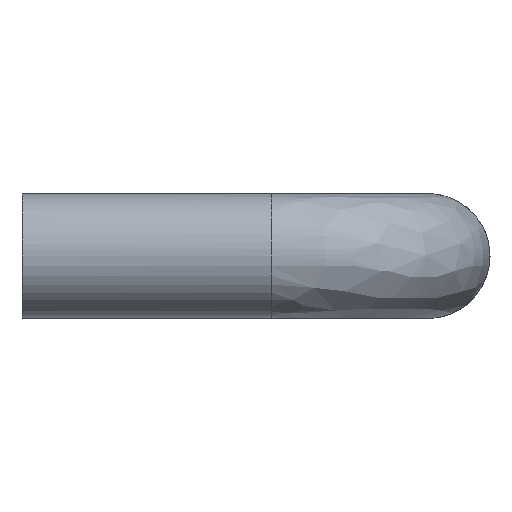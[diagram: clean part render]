
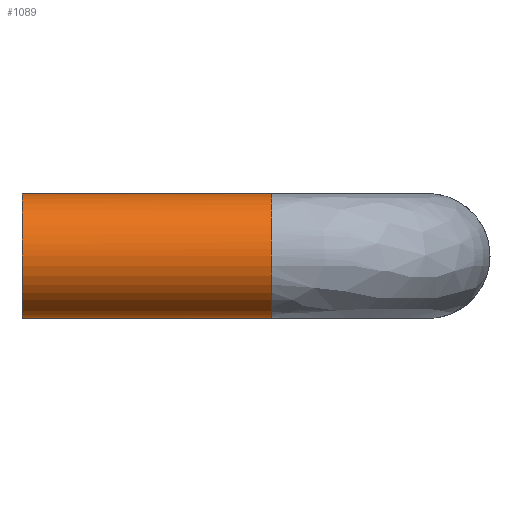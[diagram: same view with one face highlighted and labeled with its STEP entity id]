
A CAD part, left-side view. The second image highlights one B-rep face of the part: STEP entity #1089.
In plain terms, the highlighted free-form (B-spline) face has degree [2, 1] with [7, 2] control points.
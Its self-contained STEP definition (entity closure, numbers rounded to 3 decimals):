
#892=CARTESIAN_POINT('',(2.905,-24.0,-5.25));
#893=VERTEX_POINT('',#892);
#909=CARTESIAN_POINT('',(2.905,0.0,-5.25));
#910=VERTEX_POINT('',#909);
#911=CARTESIAN_POINT('',(2.905,0.0,-5.25));
#912=CARTESIAN_POINT('',(2.905,-24.0,-5.25));
#913=QUASI_UNIFORM_CURVE('',1,(#911,#912),.UNSPECIFIED.,.F.,.U.);
#914=EDGE_CURVE('',#910,#893,#913,.T.);
#931=CARTESIAN_POINT('',(4.424,0.,4.054));
#932=VERTEX_POINT('',#931);
#946=CARTESIAN_POINT('',(4.424,-24.,4.054));
#947=VERTEX_POINT('',#946);
#948=CARTESIAN_POINT('',(4.424,0.,4.054));
#949=CARTESIAN_POINT('',(4.424,-24.,4.054));
#950=QUASI_UNIFORM_CURVE('',1,(#948,#949),.UNSPECIFIED.,.F.,.U.);
#951=EDGE_CURVE('',#932,#947,#950,.T.);
#969=CARTESIAN_POINT('',(4.424,0.6,4.054));
#970=CARTESIAN_POINT('',(0.37,0.6,8.477));
#971=CARTESIAN_POINT('',(-4.054,0.6,4.424));
#972=CARTESIAN_POINT('',(-8.477,0.6,0.37));
#973=CARTESIAN_POINT('',(-4.424,0.6,-4.054));
#974=CARTESIAN_POINT('',(-1.23,0.6,-7.538));
#975=CARTESIAN_POINT('',(2.905,0.6,-5.25));
#976=CARTESIAN_POINT('',(4.424,-24.615,4.054));
#977=CARTESIAN_POINT('',(0.37,-24.615,8.477));
#978=CARTESIAN_POINT('',(-4.054,-24.615,4.424));
#979=CARTESIAN_POINT('',(-8.477,-24.615,0.37));
#980=CARTESIAN_POINT('',(-4.424,-24.615,-4.054));
#981=CARTESIAN_POINT('',(-1.23,-24.615,-7.538));
#982=CARTESIAN_POINT('',(2.905,-24.615,-5.25));
#990=(BOUNDED_SURFACE()B_SPLINE_SURFACE(2,1,((#969,#976),(#970,#977),(#971,#978),(#972,#979),(#973,#980),(#974,#981),(#975,#982)),.UNSPECIFIED.,.F.,.F.,.U.)B_SPLINE_SURFACE_WITH_KNOTS((3,2,2,3),(2,2),(0.0,9.941,19.882,28.233),(0.0,25.215),.UNSPECIFIED.)GEOMETRIC_REPRESENTATION_ITEM()RATIONAL_B_SPLINE_SURFACE(((1.0,1.0),(0.707,0.707),(1.0,1.0),(0.707,0.707),(1.0,1.0),(0.754,0.754),(0.921,0.921)))REPRESENTATION_ITEM('')SURFACE());
#991=CARTESIAN_POINT('',(-0.418,-24.,-5.985));
#992=VERTEX_POINT('',#991);
#993=CARTESIAN_POINT('',(-0.418,-24.,-5.985));
#994=CARTESIAN_POINT('',(-0.209,-24.,-6.0));
#995=CARTESIAN_POINT('',(0.,-24.0,-6.0));
#996=CARTESIAN_POINT('',(1.55,-24.0,-6.));
#997=CARTESIAN_POINT('',(2.905,-24.,-5.25));
#1005=(BOUNDED_CURVE()B_SPLINE_CURVE(2,(#993,#994,#995,#996,#997),.UNSPECIFIED.,.F.,.U.)B_SPLINE_CURVE_WITH_KNOTS((3,2,3),(0.238,0.25,0.332),.UNSPECIFIED.)CURVE()GEOMETRIC_REPRESENTATION_ITEM()RATIONAL_B_SPLINE_CURVE((0.973,0.986,1.0,0.903,0.87))REPRESENTATION_ITEM(''));
#1006=EDGE_CURVE('',#992,#893,#1005,.T.);
#1007=ORIENTED_EDGE('',*,*,#1006,.F.);
#1008=CARTESIAN_POINT('',(-6.,-24.0,0.0));
#1009=VERTEX_POINT('',#1008);
#1010=CARTESIAN_POINT('',(-6.,-24.0,0.0));
#1011=CARTESIAN_POINT('',(-6.,-24.,-5.595));
#1012=CARTESIAN_POINT('',(-0.418,-24.,-5.985));
#1020=(BOUNDED_CURVE()B_SPLINE_CURVE(2,(#1010,#1011,#1012),.UNSPECIFIED.,.F.,.U.)B_SPLINE_CURVE_WITH_KNOTS((3,3),(0.0,0.238),.UNSPECIFIED.)CURVE()GEOMETRIC_REPRESENTATION_ITEM()RATIONAL_B_SPLINE_CURVE((1.0,0.721,0.973))REPRESENTATION_ITEM(''));
#1021=EDGE_CURVE('',#1009,#992,#1020,.T.);
#1022=ORIENTED_EDGE('',*,*,#1021,.F.);
#1023=CARTESIAN_POINT('',(0.075,-24.,6.));
#1024=VERTEX_POINT('',#1023);
#1025=CARTESIAN_POINT('',(0.075,-24.,6.));
#1026=CARTESIAN_POINT('',(0.038,-24.,6.0));
#1027=CARTESIAN_POINT('',(0.,-24.0,6.0));
#1028=CARTESIAN_POINT('',(-6.,-24.,6.0));
#1029=CARTESIAN_POINT('',(-6.,-24.0,0.0));
#1037=(BOUNDED_CURVE()B_SPLINE_CURVE(2,(#1025,#1026,#1027,#1028,#1029),.UNSPECIFIED.,.F.,.U.)B_SPLINE_CURVE_WITH_KNOTS((3,2,3),(0.748,0.75,1.0),.UNSPECIFIED.)CURVE()GEOMETRIC_REPRESENTATION_ITEM()RATIONAL_B_SPLINE_CURVE((0.995,0.997,1.0,0.707,1.0))REPRESENTATION_ITEM(''));
#1038=EDGE_CURVE('',#1024,#1009,#1037,.T.);
#1039=ORIENTED_EDGE('',*,*,#1038,.F.);
#1040=CARTESIAN_POINT('',(4.424,-24.,4.054));
#1041=CARTESIAN_POINT('',(2.67,-24.,5.967));
#1042=CARTESIAN_POINT('',(0.075,-24.,6.));
#1050=(BOUNDED_CURVE()B_SPLINE_CURVE(2,(#1040,#1041,#1042),.UNSPECIFIED.,.F.,.U.)B_SPLINE_CURVE_WITH_KNOTS((3,3),(0.618,0.748),.UNSPECIFIED.)CURVE()GEOMETRIC_REPRESENTATION_ITEM()RATIONAL_B_SPLINE_CURVE((0.854,0.846,0.995))REPRESENTATION_ITEM(''));
#1051=EDGE_CURVE('',#947,#1024,#1050,.T.);
#1052=ORIENTED_EDGE('',*,*,#1051,.F.);
#1053=ORIENTED_EDGE('',*,*,#951,.F.);
#1054=CARTESIAN_POINT('',(-6.0,0.0,0.0));
#1055=VERTEX_POINT('',#1054);
#1056=CARTESIAN_POINT('',(4.424,0.,4.054));
#1057=CARTESIAN_POINT('',(2.64,0.0,6.));
#1058=CARTESIAN_POINT('',(0.0,0.0,6.0));
#1059=CARTESIAN_POINT('',(-6.0,0.0,6.0));
#1060=CARTESIAN_POINT('',(-6.0,0.0,0.0));
#1068=(BOUNDED_CURVE()B_SPLINE_CURVE(2,(#1056,#1057,#1058,#1059,#1060),.UNSPECIFIED.,.F.,.U.)B_SPLINE_CURVE_WITH_KNOTS((3,2,3),(0.618,0.75,1.0),.UNSPECIFIED.)CURVE()GEOMETRIC_REPRESENTATION_ITEM()RATIONAL_B_SPLINE_CURVE((0.854,0.846,1.0,0.707,1.0))REPRESENTATION_ITEM(''));
#1069=EDGE_CURVE('',#932,#1055,#1068,.T.);
#1070=ORIENTED_EDGE('',*,*,#1069,.T.);
#1071=CARTESIAN_POINT('',(-6.0,0.0,0.0));
#1072=CARTESIAN_POINT('',(-6.0,0.0,-6.0));
#1073=CARTESIAN_POINT('',(0.0,0.0,-6.0));
#1074=CARTESIAN_POINT('',(1.55,0.0,-6.0));
#1075=CARTESIAN_POINT('',(2.905,0.0,-5.25));
#1083=(BOUNDED_CURVE()B_SPLINE_CURVE(2,(#1071,#1072,#1073,#1074,#1075),.UNSPECIFIED.,.F.,.U.)B_SPLINE_CURVE_WITH_KNOTS((3,2,3),(0.0,0.25,0.332),.UNSPECIFIED.)CURVE()GEOMETRIC_REPRESENTATION_ITEM()RATIONAL_B_SPLINE_CURVE((1.0,0.707,1.0,0.903,0.87))REPRESENTATION_ITEM(''));
#1084=EDGE_CURVE('',#1055,#910,#1083,.T.);
#1085=ORIENTED_EDGE('',*,*,#1084,.T.);
#1086=ORIENTED_EDGE('',*,*,#914,.T.);
#1087=EDGE_LOOP('',(#1007,#1022,#1039,#1052,#1053,#1070,#1085,#1086));
#1088=FACE_OUTER_BOUND('',#1087,.T.);
#1089=ADVANCED_FACE('',(#1088),#990,.T.);
